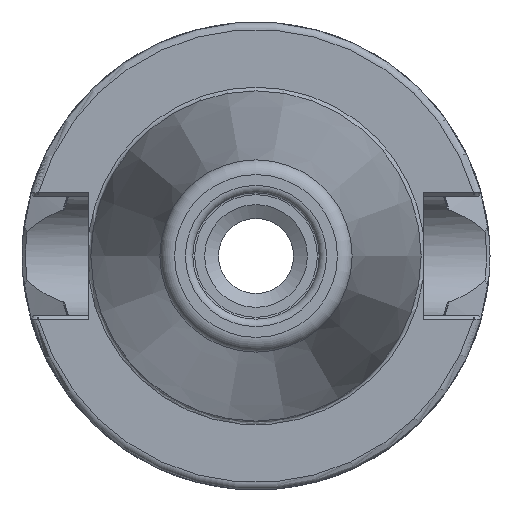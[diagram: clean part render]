
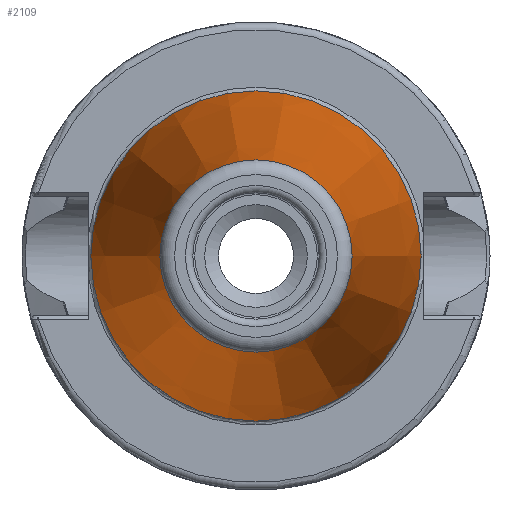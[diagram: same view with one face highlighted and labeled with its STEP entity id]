
A CAD part, left-side view. The second image highlights one B-rep face of the part: STEP entity #2109.
In plain terms, the highlighted conical face has half-angle 8.297 degrees and reference radius 17.581 mm.
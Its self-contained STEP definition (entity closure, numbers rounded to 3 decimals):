
#107=CONICAL_SURFACE('',#2335,17.581,0.145);
#266=FACE_OUTER_BOUND('',#388,.T.);
#388=EDGE_LOOP('',(#1768,#1769,#1770,#1771,#1772,#1773,#1774));
#500=LINE('',#4190,#595);
#595=VECTOR('',#2834,17.581);
#724=CIRCLE('',#2331,12.937);
#725=CIRCLE('',#2332,12.937);
#726=CIRCLE('',#2333,12.937);
#728=CIRCLE('',#2336,22.225);
#729=CIRCLE('',#2337,22.225);
#943=VERTEX_POINT('',#4178);
#944=VERTEX_POINT('',#4179);
#945=VERTEX_POINT('',#4181);
#946=VERTEX_POINT('',#4186);
#947=VERTEX_POINT('',#4187);
#1236=EDGE_CURVE('',#943,#944,#724,.T.);
#1237=EDGE_CURVE('',#945,#943,#725,.T.);
#1238=EDGE_CURVE('',#944,#945,#726,.T.);
#1240=EDGE_CURVE('',#946,#947,#728,.T.);
#1241=EDGE_CURVE('',#947,#946,#729,.T.);
#1242=EDGE_CURVE('',#947,#945,#500,.T.);
#1768=ORIENTED_EDGE('',*,*,#1240,.F.);
#1769=ORIENTED_EDGE('',*,*,#1241,.F.);
#1770=ORIENTED_EDGE('',*,*,#1242,.T.);
#1771=ORIENTED_EDGE('',*,*,#1237,.T.);
#1772=ORIENTED_EDGE('',*,*,#1236,.T.);
#1773=ORIENTED_EDGE('',*,*,#1238,.T.);
#1774=ORIENTED_EDGE('',*,*,#1242,.F.);
#2109=ADVANCED_FACE('',(#266),#107,.T.);
#2331=AXIS2_PLACEMENT_3D('',#4180,#2820,#2821);
#2332=AXIS2_PLACEMENT_3D('',#4182,#2822,#2823);
#2333=AXIS2_PLACEMENT_3D('',#4183,#2824,#2825);
#2335=AXIS2_PLACEMENT_3D('',#4185,#2828,#2829);
#2336=AXIS2_PLACEMENT_3D('',#4188,#2830,#2831);
#2337=AXIS2_PLACEMENT_3D('',#4189,#2832,#2833);
#2820=DIRECTION('center_axis',(1.,0.,0.));
#2821=DIRECTION('ref_axis',(0.,0.,-1.));
#2822=DIRECTION('center_axis',(1.,0.,0.));
#2823=DIRECTION('ref_axis',(0.,0.,-1.));
#2824=DIRECTION('center_axis',(1.,0.,0.));
#2825=DIRECTION('ref_axis',(0.,0.,-1.));
#2828=DIRECTION('center_axis',(1.,0.,0.));
#2829=DIRECTION('ref_axis',(0.,1.,0.));
#2830=DIRECTION('center_axis',(1.,0.,0.));
#2831=DIRECTION('ref_axis',(0.,0.,-1.));
#2832=DIRECTION('center_axis',(1.,0.,0.));
#2833=DIRECTION('ref_axis',(0.,0.,-1.));
#2834=DIRECTION('',(-0.99,0.144,0.));
#4178=CARTESIAN_POINT('',(-63.689,12.937,0.));
#4179=CARTESIAN_POINT('',(-63.689,0.,12.937));
#4180=CARTESIAN_POINT('Origin',(-63.689,0.,
0.));
#4181=CARTESIAN_POINT('',(-63.689,-12.937,0.));
#4182=CARTESIAN_POINT('Origin',(-63.689,0.,
0.));
#4183=CARTESIAN_POINT('Origin',(-63.689,0.,
0.));
#4185=CARTESIAN_POINT('Origin',(-31.844,0.,
0.));
#4186=CARTESIAN_POINT('',(0.,22.225,0.));
#4187=CARTESIAN_POINT('',(0.,-22.225,0.));
#4188=CARTESIAN_POINT('Origin',(0.,0.,
0.));
#4189=CARTESIAN_POINT('Origin',(0.,0.,
0.));
#4190=CARTESIAN_POINT('',(-31.844,-17.581,0.));
